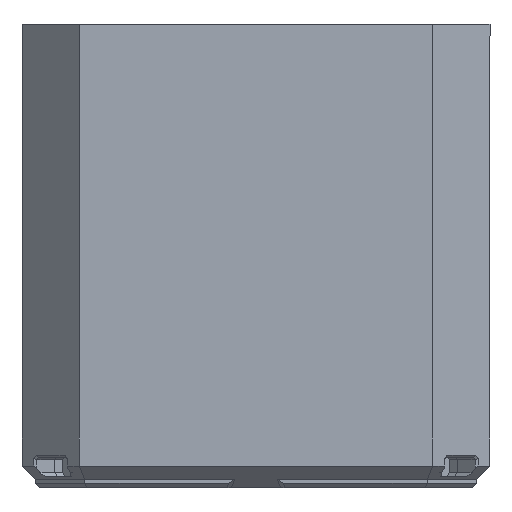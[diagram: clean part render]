
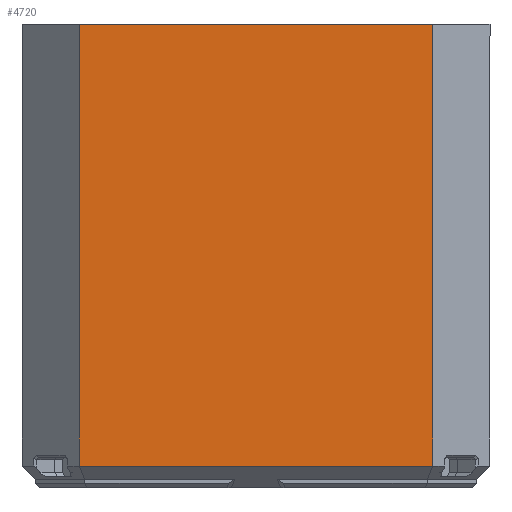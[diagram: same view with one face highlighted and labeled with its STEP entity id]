
A CAD part, front view. The second image highlights one B-rep face of the part: STEP entity #4720.
In plain terms, the highlighted planar face has unit normal (0, -1, 0).
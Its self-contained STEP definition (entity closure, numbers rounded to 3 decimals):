
#270=FACE_OUTER_BOUND('',#526,.T.);
#526=EDGE_LOOP('',(#4211,#4212,#4213,#4214));
#768=LINE('',#6629,#1424);
#841=LINE('',#6774,#1497);
#1118=LINE('',#7328,#1774);
#1182=LINE('',#7456,#1838);
#1424=VECTOR('',#5381,10.);
#1497=VECTOR('',#5514,10.);
#1774=VECTOR('',#5981,10.);
#1838=VECTOR('',#6137,10.);
#1987=VERTEX_POINT('',#6582);
#2003=VERTEX_POINT('',#6626);
#2004=VERTEX_POINT('',#6628);
#2046=VERTEX_POINT('',#6773);
#2488=EDGE_CURVE('',#2004,#2003,#768,.T.);
#2561=EDGE_CURVE('',#2004,#2046,#841,.T.);
#2838=EDGE_CURVE('',#1987,#2003,#1118,.T.);
#2902=EDGE_CURVE('',#2046,#1987,#1182,.T.);
#4211=ORIENTED_EDGE('',*,*,#2488,.T.);
#4212=ORIENTED_EDGE('',*,*,#2838,.F.);
#4213=ORIENTED_EDGE('',*,*,#2902,.F.);
#4214=ORIENTED_EDGE('',*,*,#2561,.F.);
#4467=PLANE('',#4975);
#4720=ADVANCED_FACE('',(#270),#4467,.T.);
#4975=AXIS2_PLACEMENT_3D('',#7457,#6138,#6139);
#5381=DIRECTION('',(0.,0.,-1.));
#5514=DIRECTION('',(1.,0.,0.));
#5981=DIRECTION('',(-1.,0.,0.));
#6137=DIRECTION('',(0.,0.,-1.));
#6138=DIRECTION('center_axis',(0.,-1.,0.));
#6139=DIRECTION('ref_axis',(1.,0.,0.));
#6582=CARTESIAN_POINT('',(16.228,-21.5,2.));
#6626=CARTESIAN_POINT('',(-16.228,-21.5,2.));
#6628=CARTESIAN_POINT('',(-16.228,-21.5,42.6));
#6629=CARTESIAN_POINT('',(-16.228,-21.5,4.2));
#6773=CARTESIAN_POINT('',(16.228,-21.5,42.6));
#6774=CARTESIAN_POINT('',(16.228,-21.5,42.6));
#7328=CARTESIAN_POINT('',(16.228,-21.5,2.));
#7456=CARTESIAN_POINT('',(16.228,-21.5,4.2));
#7457=CARTESIAN_POINT('Origin',(-16.228,-21.5,4.2));
